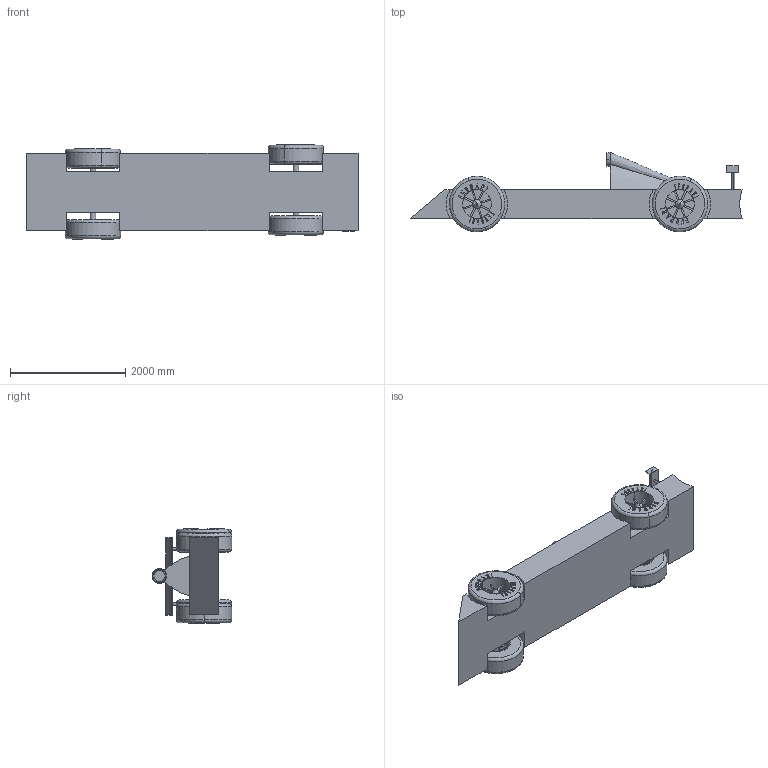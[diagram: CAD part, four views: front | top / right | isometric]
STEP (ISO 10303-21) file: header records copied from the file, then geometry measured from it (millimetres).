
FILE_DESCRIPTION (( 'STEP AP214' ), '1' );
FILE_NAME ('F-1 CAR FULL2.STEP', '2016-09-18T00:55:30', ( '' ), ( '' ), 'SwSTEP 2.0', 'SolidWorks 2013', '' );
FILE_SCHEMA (( 'AUTOMOTIVE_DESIGN' ));
Length unit declared in the file: millimetre
Products named in the file (5): F-1 BODY-1; F-1 CAR FULL2; tail; TYRE-F1-2; SHAFT-F1-2
Assembly tree (8 placements, depth 2):
  F-1 CAR FULL2
    F-1 BODY-1
    SHAFT-F1-2  x2
    TYRE-F1-2  x4
    tail
Bounding box: 5754 x 1379.95 x 1639 mm (x, y, z)
Volume: 3227959021.8 mm3; surface area: 37368909.8 mm2
Topology: 8 solids, 8 shells, 1159 faces, 3137 edges, 2004 vertices
Faces by surface type: plane 925, bspline 134, cylinder 72, torus 16, cone 12
Entity records: 15510 total; most frequent: CARTESIAN_POINT 3947, ORIENTED_EDGE 1822, DIRECTION 1589, EDGE_CURVE 911, LINE 677, VECTOR 677, VERTEX_POINT 584, AXIS2_PLACEMENT_3D 456
